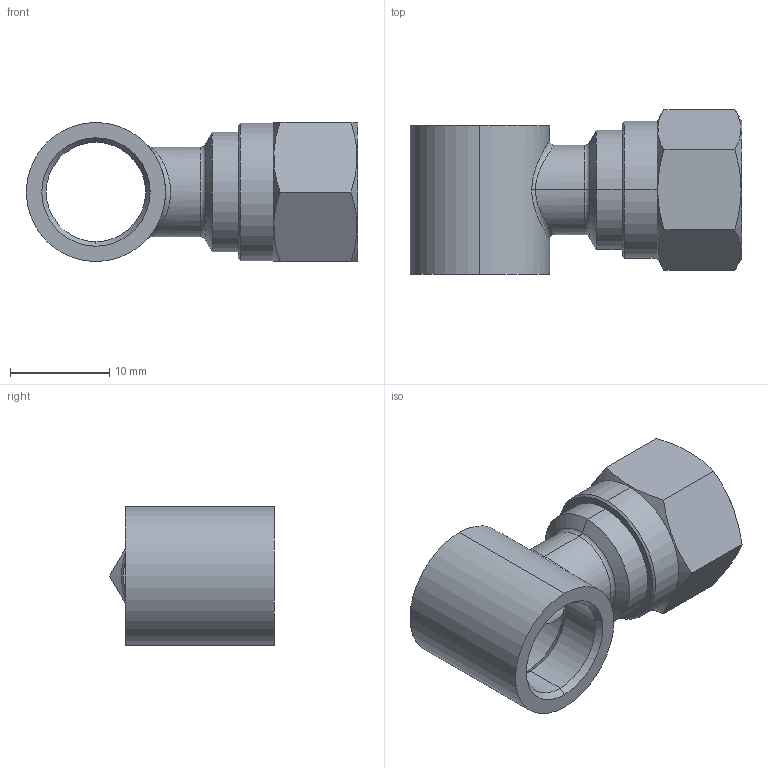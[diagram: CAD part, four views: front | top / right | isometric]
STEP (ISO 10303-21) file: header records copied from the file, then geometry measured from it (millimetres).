
FILE_DESCRIPTION (( 'STEP AP203' ), '1' );
FILE_NAME ('03150041.STEP', '2011-11-07T15:59:21', ( '' ), ( 'sopra-pneumatic' ), 'SwSTEP 2.0', 'SolidWorks 2011', '' );
FILE_SCHEMA (( 'CONFIG_CONTROL_DESIGN' ));
Length unit declared in the file: millimetre
Products named in the file (1): 03150041
Bounding box: 33.32 x 16.58 x 14 mm (x, y, z)
Volume: 2689.3 mm3; surface area: 2701.6 mm2
Topology: 1 solids, 1 shells, 52 faces, 118 edges, 70 vertices
Faces by surface type: cylinder 19, cone 18, plane 11, bspline 2, torus 2
Entity records: 2067 total; most frequent: CARTESIAN_POINT 839, DIRECTION 244, ORIENTED_EDGE 236, EDGE_CURVE 118, AXIS2_PLACEMENT_3D 101, VERTEX_POINT 70, EDGE_LOOP 58, ADVANCED_FACE 52
